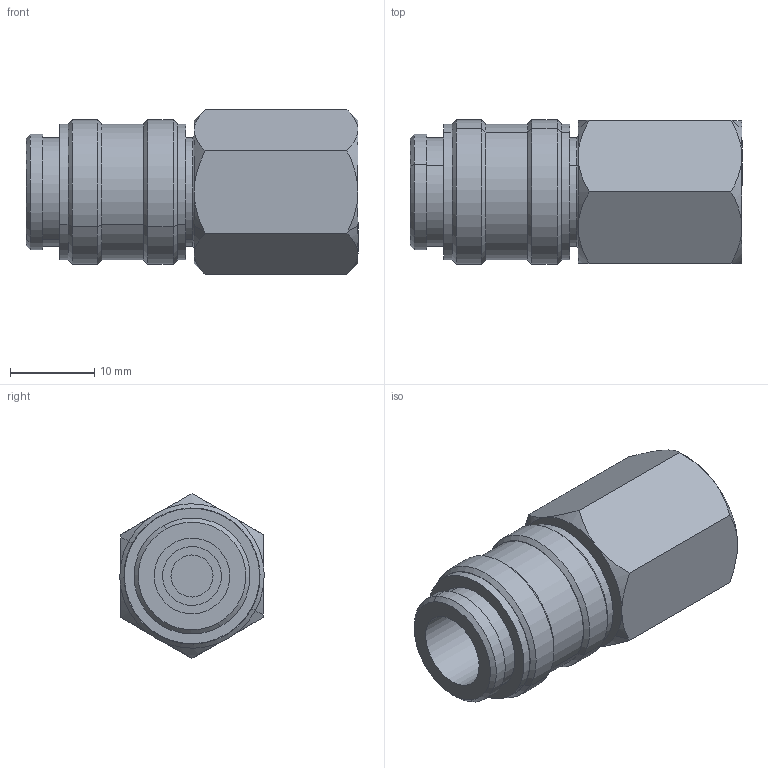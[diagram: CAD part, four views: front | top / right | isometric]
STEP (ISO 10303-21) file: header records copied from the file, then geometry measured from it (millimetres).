
FILE_DESCRIPTION(('CATIA V5 STEP Exchange'),'2;1');
FILE_NAME('EN303B-G14.stp','2019-01-10T11:47:57+00:00',('none'),('none'),'CATIA Version 5 Release 21 GA (IN-10)','CATIA V5 STEP AP203','none');
FILE_SCHEMA(('CONFIG_CONTROL_DESIGN'));
Length unit declared in the file: millimetre
Products named in the file (1): EN303B-G14
Bounding box: 39.5 x 17.2 x 19.63 mm (x, y, z)
Volume: 6348.1 mm3; surface area: 5679 mm2
Topology: 3 solids, 3 shells, 82 faces, 172 edges, 104 vertices
Faces by surface type: cone 32, cylinder 28, plane 20, torus 2
Entity records: 2072 total; most frequent: CARTESIAN_POINT 477, ORIENTED_EDGE 344, DIRECTION 240, EDGE_CURVE 172, AXIS2_PLACEMENT_3D 139, VERTEX_POINT 104, EDGE_LOOP 94, CIRCLE 90
